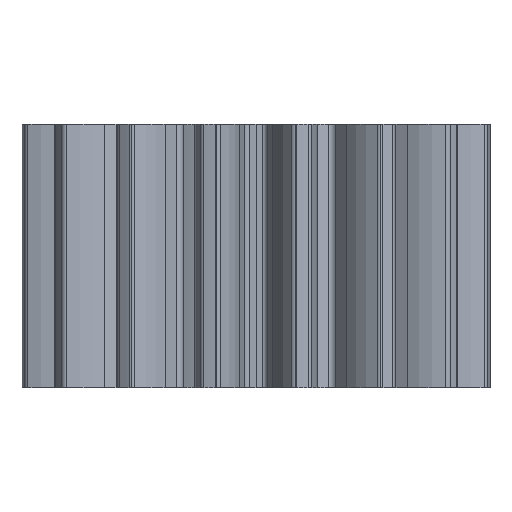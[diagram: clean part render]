
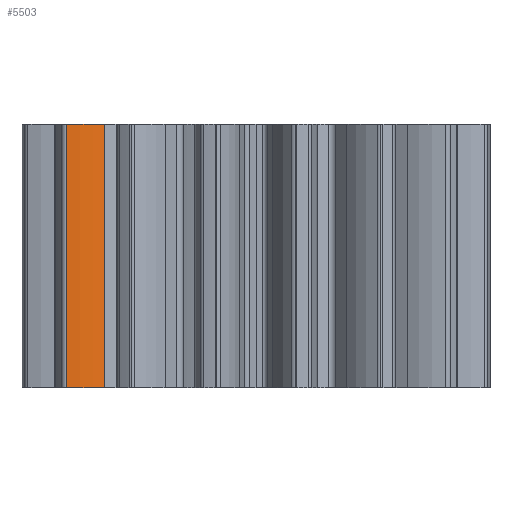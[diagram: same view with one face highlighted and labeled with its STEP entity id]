
A CAD part, left-side view. The second image highlights one B-rep face of the part: STEP entity #5503.
In plain terms, the highlighted free-form (B-spline) face has degree [3, 1] with [5, 2] control points.
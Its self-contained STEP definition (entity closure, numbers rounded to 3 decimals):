
#122 = FACE_OUTER_BOUND ( 'NONE', #3567, .T. ) ;
#232 = VECTOR ( 'NONE', #1694, 1000. ) ;
#527 = LINE ( 'NONE', #528, #6309 ) ;
#528 = CARTESIAN_POINT ( 'NONE',  ( -2.635, 3.592, 5. ) ) ;
#529 = DIRECTION ( 'NONE',  ( 0., 0., -1. ) ) ;
#1425 = CARTESIAN_POINT ( 'NONE',  ( -2.635, 3.592, 5. ) ) ;
#1426 = CARTESIAN_POINT ( 'NONE',  ( -2.635, 3.592, 0. ) ) ;
#1427 = CARTESIAN_POINT ( 'NONE',  ( -2.63, 3.469, 5. ) ) ;
#1428 = CARTESIAN_POINT ( 'NONE',  ( -2.63, 3.469, 0. ) ) ;
#1429 = CARTESIAN_POINT ( 'NONE',  ( -2.592, 3.216, 5. ) ) ;
#1430 = CARTESIAN_POINT ( 'NONE',  ( -2.592, 3.216, 0. ) ) ;
#1431 = CARTESIAN_POINT ( 'NONE',  ( -2.491, 2.982, 5. ) ) ;
#1432 = CARTESIAN_POINT ( 'NONE',  ( -2.491, 2.982, 0. ) ) ;
#1433 = CARTESIAN_POINT ( 'NONE',  ( -2.428, 2.87, 5. ) ) ;
#1434 = CARTESIAN_POINT ( 'NONE',  ( -2.428, 2.87, 0. ) ) ;
#1691 = CARTESIAN_POINT ( 'NONE',  ( -2.635, 3.592, 0. ) ) ;
#1692 = LINE ( 'NONE', #1693, #232 ) ;
#1693 = CARTESIAN_POINT ( 'NONE',  ( -2.428, 2.87, 5. ) ) ;
#1694 = DIRECTION ( 'NONE',  ( 0., 0., -1. ) ) ;
#1695 = CARTESIAN_POINT ( 'NONE',  ( -2.63, 3.469, 0. ) ) ;
#1696 = CARTESIAN_POINT ( 'NONE',  ( -2.592, 3.216, 0. ) ) ;
#1697 = CARTESIAN_POINT ( 'NONE',  ( -2.491, 2.982, 0. ) ) ;
#1698 = CARTESIAN_POINT ( 'NONE',  ( -2.428, 2.87, 0. ) ) ;
#1699 = CARTESIAN_POINT ( 'NONE',  ( -2.635, 3.592, 5. ) ) ;
#1700 = CARTESIAN_POINT ( 'NONE',  ( -2.63, 3.469, 5. ) ) ;
#1701 = CARTESIAN_POINT ( 'NONE',  ( -2.592, 3.216, 5. ) ) ;
#1702 = CARTESIAN_POINT ( 'NONE',  ( -2.491, 2.982, 5. ) ) ;
#1703 = CARTESIAN_POINT ( 'NONE',  ( -2.428, 2.87, 5. ) ) ;
#2437 = VERTEX_POINT ( 'NONE', #4039 ) ;
#2438 = VERTEX_POINT ( 'NONE', #4040 ) ;
#2555 = VERTEX_POINT ( 'NONE', #4157 ) ;
#2557 = VERTEX_POINT ( 'NONE', #4159 ) ;
#3013 = ORIENTED_EDGE ( 'NONE', *, *, #5557, .T. ) ;
#3014 = ORIENTED_EDGE ( 'NONE', *, *, #5558, .F. ) ;
#3015 = ORIENTED_EDGE ( 'NONE', *, *, #5556, .F. ) ;
#3016 = ORIENTED_EDGE ( 'NONE', *, *, #5230, .T. ) ;
#3567 = EDGE_LOOP ( 'NONE', ( #3013, #3015, #3014, #3016 ) ) ;
#3846 = B_SPLINE_SURFACE_WITH_KNOTS ( 'NONE', 3, 1, ( 
 ( #1425, #1426 ),
 ( #1427, #1428 ),
 ( #1429, #1430 ),
 ( #1431, #1432 ),
 ( #1433, #1434 ) ),
 .UNSPECIFIED., .F., .F., .F.,
 ( 4, 1, 4 ),
 ( 2, 2 ),
 ( 0., 0.373, 0.763 ),
 ( 0., 1. ),
 .UNSPECIFIED. ) ;
#4039 = CARTESIAN_POINT ( 'NONE',  ( -2.428, 2.87, 5. ) ) ;
#4040 = CARTESIAN_POINT ( 'NONE',  ( -2.428, 2.87, 0. ) ) ;
#4157 = CARTESIAN_POINT ( 'NONE',  ( -2.635, 3.592, 0. ) ) ;
#4159 = CARTESIAN_POINT ( 'NONE',  ( -2.635, 3.592, 5. ) ) ;
#5230 = EDGE_CURVE ( 'NONE', #2557, #2555, #527, .T. ) ;
#5503 = ADVANCED_FACE ( 'NONE', ( #122 ), #3846, .F. ) ;
#5556 = EDGE_CURVE ( 'NONE', #2437, #2438, #1692, .T. ) ;
#5557 = EDGE_CURVE ( 'NONE', #2555, #2438, #6636, .T. ) ;
#5558 = EDGE_CURVE ( 'NONE', #2557, #2437, #6637, .T. ) ;
#6309 = VECTOR ( 'NONE', #529, 1000. ) ;
#6636 = B_SPLINE_CURVE_WITH_KNOTS ( 'NONE', 3,
 ( #1691, #1695, #1696, #1697, #1698 ),
 .UNSPECIFIED., .F., .F.,
 ( 4, 1, 4 ),
 ( 0., 0.373, 0.763 ),
 .UNSPECIFIED. ) ;
#6637 = B_SPLINE_CURVE_WITH_KNOTS ( 'NONE', 3,
 ( #1699, #1700, #1701, #1702, #1703 ),
 .UNSPECIFIED., .F., .F.,
 ( 4, 1, 4 ),
 ( 0., 0.373, 0.763 ),
 .UNSPECIFIED. ) ;
